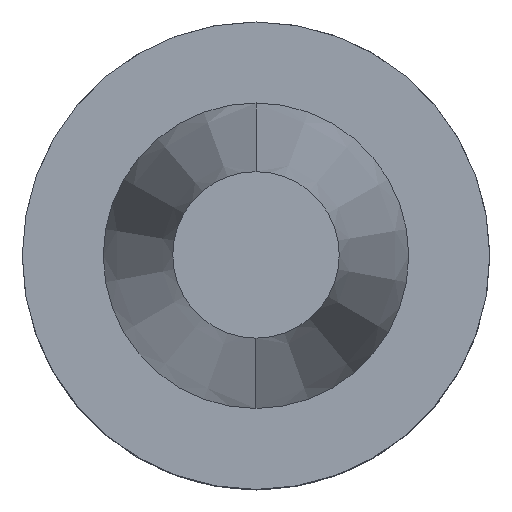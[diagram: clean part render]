
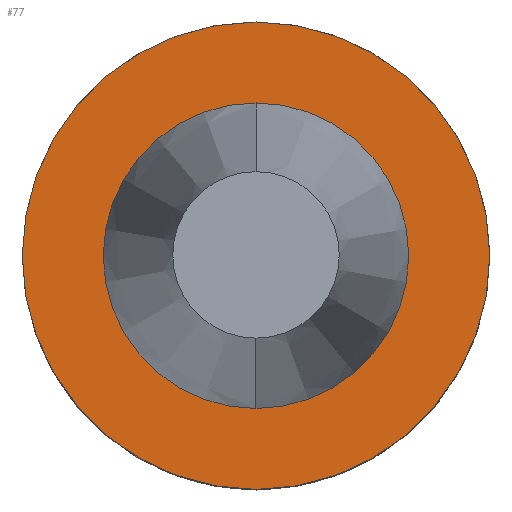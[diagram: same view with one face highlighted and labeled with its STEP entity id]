
A CAD part, top view. The second image highlights one B-rep face of the part: STEP entity #77.
In plain terms, the highlighted planar face has unit normal (0, 0, 1).
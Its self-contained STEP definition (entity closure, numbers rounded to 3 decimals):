
#77=ADVANCED_FACE('',(#102,#103),#96,.F.);
#96=PLANE('',#329);
#102=FACE_BOUND('',#128,.T.);
#103=FACE_BOUND('',#129,.T.);
#128=EDGE_LOOP('',(#162));
#129=EDGE_LOOP('',(#163,#164));
#162=ORIENTED_EDGE('',*,*,#248,.T.);
#163=ORIENTED_EDGE('',*,*,#249,.T.);
#164=ORIENTED_EDGE('',*,*,#250,.T.);
#222=VERTEX_POINT('',#474);
#223=VERTEX_POINT('',#476);
#224=VERTEX_POINT('',#477);
#248=EDGE_CURVE('',#222,#222,#278,.T.);
#249=EDGE_CURVE('',#223,#224,#279,.T.);
#250=EDGE_CURVE('',#224,#223,#280,.T.);
#278=CIRCLE('',#326,25.);
#279=CIRCLE('',#327,16.342);
#280=CIRCLE('',#328,16.342);
#326=AXIS2_PLACEMENT_3D('',#473,#380,#381);
#327=AXIS2_PLACEMENT_3D('',#475,#382,#383);
#328=AXIS2_PLACEMENT_3D('',#478,#384,#385);
#329=AXIS2_PLACEMENT_3D('',#479,#386,#387);
#380=DIRECTION('',(0.,0.,1.));
#381=DIRECTION('',(-1.,0.,0.));
#382=DIRECTION('',(0.,0.,-1.));
#383=DIRECTION('',(-1.,0.,0.));
#384=DIRECTION('',(0.,0.,-1.));
#385=DIRECTION('',(-1.,0.,0.));
#386=DIRECTION('',(0.,0.,-1.));
#387=DIRECTION('',(0.,1.,0.));
#473=CARTESIAN_POINT('',(0.,0.,-3.2));
#474=CARTESIAN_POINT('',(-25.,0.,-3.2));
#475=CARTESIAN_POINT('',(0.,0.,-3.2));
#476=CARTESIAN_POINT('',(0.,16.342,-3.2));
#477=CARTESIAN_POINT('',(0.,-16.342,-3.2));
#478=CARTESIAN_POINT('',(0.,0.,-3.2));
#479=CARTESIAN_POINT('',(0.,0.,-3.2));
